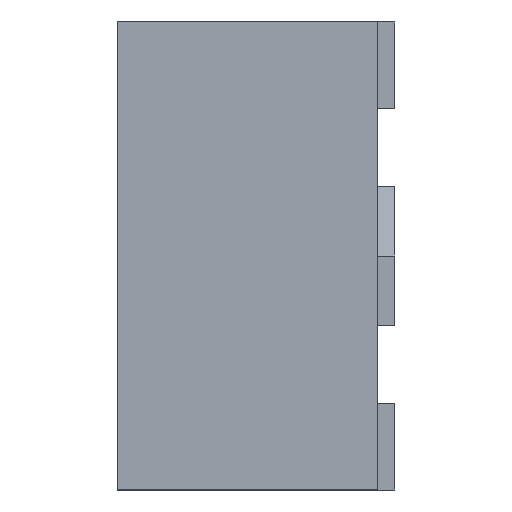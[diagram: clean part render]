
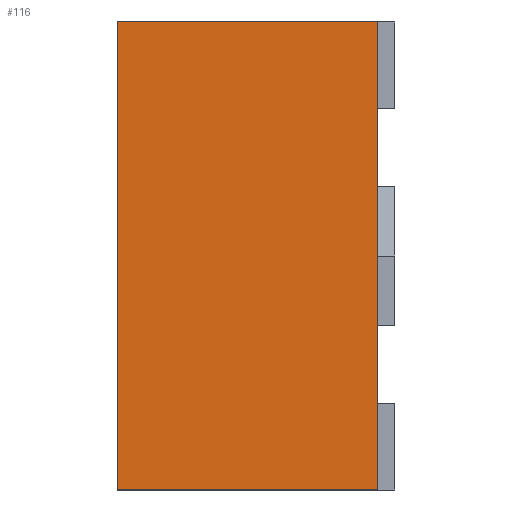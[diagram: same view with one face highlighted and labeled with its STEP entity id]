
A CAD part, left-side view. The second image highlights one B-rep face of the part: STEP entity #116.
In plain terms, the highlighted planar face has unit normal (-1, 0, 0).
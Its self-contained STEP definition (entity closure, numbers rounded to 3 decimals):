
#13 = ORIENTED_EDGE ( 'NONE', *, *, #2028, .F. ) ;
#77 = DIRECTION ( 'NONE',  ( 0., -1., 0. ) ) ;
#115 = EDGE_CURVE ( 'NONE', #2058, #2691, #150, .T. ) ;
#116 = ADVANCED_FACE ( 'NONE', ( #625 ), #1160, .F. ) ;
#127 = VERTEX_POINT ( 'NONE', #1413 ) ;
#150 = LINE ( 'NONE', #730, #1666 ) ;
#328 = VECTOR ( 'NONE', #77, 1000. ) ;
#393 = VERTEX_POINT ( 'NONE', #775 ) ;
#405 = LINE ( 'NONE', #761, #328 ) ;
#538 = LINE ( 'NONE', #1913, #1478 ) ;
#543 = EDGE_CURVE ( 'NONE', #393, #2691, #405, .T. ) ;
#596 = EDGE_CURVE ( 'NONE', #127, #2058, #538, .T. ) ;
#625 = FACE_OUTER_BOUND ( 'NONE', #2840, .T. ) ;
#706 = DIRECTION ( 'NONE',  ( 0., 0., -1. ) ) ;
#730 = CARTESIAN_POINT ( 'NONE',  ( -0.85, 0., 0.675 ) ) ;
#745 = VECTOR ( 'NONE', #2623, 1000. ) ;
#761 = CARTESIAN_POINT ( 'NONE',  ( -0.85, 0.75, 0.675 ) ) ;
#775 = CARTESIAN_POINT ( 'NONE',  ( -0.85, 0.75, 0.675 ) ) ;
#899 = LINE ( 'NONE', #1270, #745 ) ;
#934 = CARTESIAN_POINT ( 'NONE',  ( -0.85, 0.75, 0.675 ) ) ;
#1105 = CARTESIAN_POINT ( 'NONE',  ( -0.85, 0., 0.675 ) ) ;
#1160 = PLANE ( 'NONE',  #2210 ) ;
#1270 = CARTESIAN_POINT ( 'NONE',  ( -0.85, 0.75, 0.675 ) ) ;
#1308 = CARTESIAN_POINT ( 'NONE',  ( -0.85, 0., -0.675 ) ) ;
#1413 = CARTESIAN_POINT ( 'NONE',  ( -0.85, 0.75, -0.675 ) ) ;
#1418 = DIRECTION ( 'NONE',  ( 0., 0., 1. ) ) ;
#1442 = DIRECTION ( 'NONE',  ( 0., -1., 0. ) ) ;
#1478 = VECTOR ( 'NONE', #1442, 1000. ) ;
#1666 = VECTOR ( 'NONE', #1418, 1000. ) ;
#1812 = ORIENTED_EDGE ( 'NONE', *, *, #543, .F. ) ;
#1913 = CARTESIAN_POINT ( 'NONE',  ( -0.85, 0.75, -0.675 ) ) ;
#2028 = EDGE_CURVE ( 'NONE', #127, #393, #899, .T. ) ;
#2058 = VERTEX_POINT ( 'NONE', #1308 ) ;
#2074 = DIRECTION ( 'NONE',  ( 1., 0., 0. ) ) ;
#2106 = ORIENTED_EDGE ( 'NONE', *, *, #115, .T. ) ;
#2114 = ORIENTED_EDGE ( 'NONE', *, *, #596, .T. ) ;
#2210 = AXIS2_PLACEMENT_3D ( 'NONE', #934, #2074, #706 ) ;
#2623 = DIRECTION ( 'NONE',  ( 0., 0., 1. ) ) ;
#2691 = VERTEX_POINT ( 'NONE', #1105 ) ;
#2840 = EDGE_LOOP ( 'NONE', ( #2106, #1812, #13, #2114 ) ) ;
